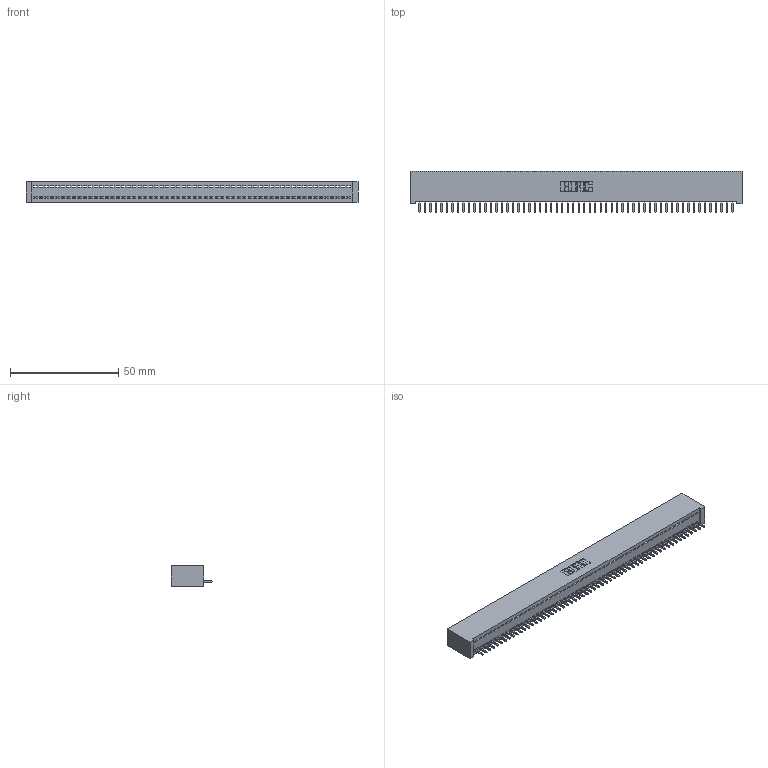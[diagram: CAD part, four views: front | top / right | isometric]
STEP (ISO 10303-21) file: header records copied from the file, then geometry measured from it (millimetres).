
FILE_DESCRIPTION (( 'STEP AP203' ), '1' );
FILE_NAME ('392-058-521-101.STEP', '2019-10-08T16:13:28', ( '' ), ( '' ), 'SwSTEP 2.0', 'SolidWorks 2016', '' );
FILE_SCHEMA (( 'CONFIG_CONTROL_DESIGN' ));
Length unit declared in the file: inch
Products named in the file (3): 342 Part_Lugless; 345-292-001_345-293-121; 392-058-521-101
Assembly tree (59 placements, depth 2):
  392-058-521-101
    342 Part_Lugless
    345-292-001_345-293-121  x58
Bounding box: 153.57 x 19.06 x 9.4 mm (x, y, z)
Volume: 13767.8 mm3; surface area: 20206 mm2
Topology: 59 solids, 59 shells, 3466 faces, 10483 edges, 6910 vertices
Faces by surface type: plane 2498, cylinder 968
Entity records: 32997 total; most frequent: CARTESIAN_POINT 5696, ORIENTED_EDGE 5690, DIRECTION 4765, EDGE_CURVE 2845, LINE 2725, VECTOR 2725, VERTEX_POINT 1894, AXIS2_PLACEMENT_3D 1020
